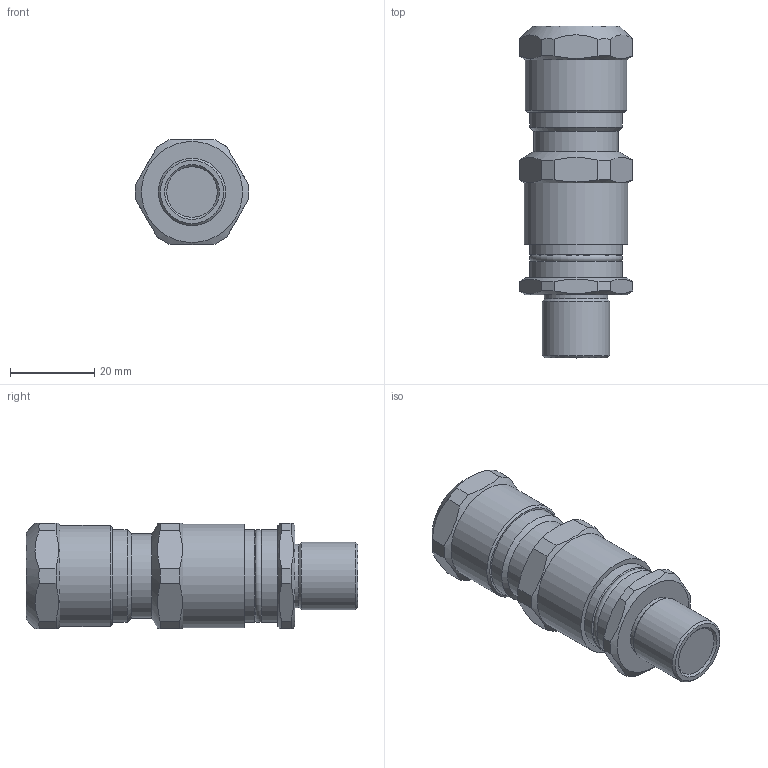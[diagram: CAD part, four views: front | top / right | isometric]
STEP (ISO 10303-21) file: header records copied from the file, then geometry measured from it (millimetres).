
FILE_DESCRIPTION(/* description */ (''),/* implementation_level */ '2;1');
FILE_NAME(/* name */ '',/* time_stamp */ '2024-05-22T08:56:09+07:00',/* author */ ('zeta-09'),/* organization */ (''),/* preprocessor_version */ 'ST-DEVELOPER v19.2',/* originating_system */ 'Autodesk Inventor 2024',/* authorisation */ '');
FILE_SCHEMA (('AUTOMOTIVE_DESIGN { 1 0 10303 214 3 1 1 }'));
Length unit declared in the file: millimetre
Products named in the file (1): Деталь2
Bounding box: 26.87 x 78.8 x 25 mm (x, y, z)
Volume: 31229.2 mm3; surface area: 7037.3 mm2
Topology: 1 solids, 1 shells, 67 faces, 168 edges, 109 vertices
Faces by surface type: plane 44, cone 13, cylinder 8, torus 2
Full cylindrical faces by diameter (mm): 15 x1, 16 x1, 20 x1, 22 x3, 24 x1, 24.5 x1
Entity records: 2040 total; most frequent: CARTESIAN_POINT 501, ORIENTED_EDGE 336, DIRECTION 259, EDGE_CURVE 168, VERTEX_POINT 109, AXIS2_PLACEMENT_3D 101, EDGE_LOOP 73, FACE_OUTER_BOUND 67
